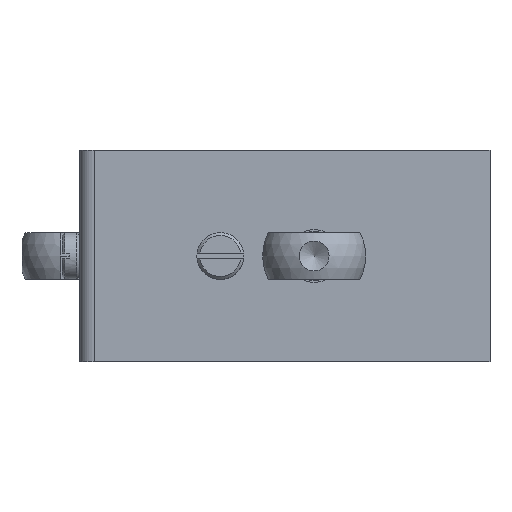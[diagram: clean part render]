
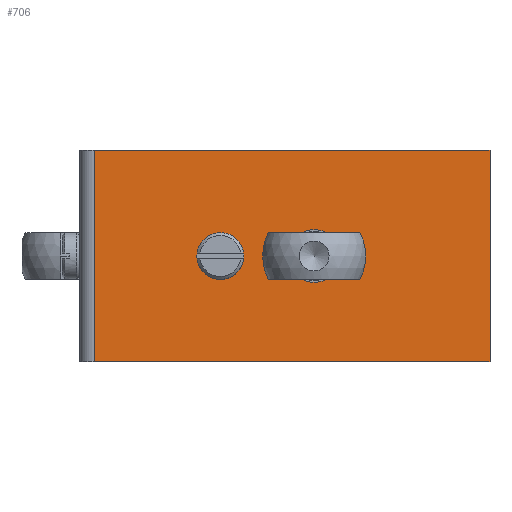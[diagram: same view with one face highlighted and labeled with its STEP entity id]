
A CAD part, front view. The second image highlights one B-rep face of the part: STEP entity #706.
In plain terms, the highlighted planar face has unit normal (0, -1, 0).
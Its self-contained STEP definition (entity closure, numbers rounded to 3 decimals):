
#129=CARTESIAN_POINT('',(26.067,0.,0.0));
#130=VERTEX_POINT('',#129);
#131=CARTESIAN_POINT('',(24.,0.,0.0));
#132=DIRECTION('',(0.0,1.0,0.0));
#133=DIRECTION('',(1.0,0.0,0.0));
#134=AXIS2_PLACEMENT_3D('',#131,#132,#133);
#135=CIRCLE('',#134,2.067);
#136=EDGE_CURVE('',#130,#130,#135,.T.);
#197=CARTESIAN_POINT('',(44.5,0.,0.0));
#198=VERTEX_POINT('',#197);
#199=CARTESIAN_POINT('',(40.0,0.,0.0));
#200=DIRECTION('',(0.0,1.0,0.0));
#201=DIRECTION('',(1.0,0.0,0.0));
#202=AXIS2_PLACEMENT_3D('',#199,#200,#201);
#203=CIRCLE('',#202,4.5);
#204=EDGE_CURVE('',#198,#198,#203,.T.);
#358=CARTESIAN_POINT('',(70.,0.,-18.0));
#359=VERTEX_POINT('',#358);
#366=CARTESIAN_POINT('',(2.5,0.0,-18.0));
#367=VERTEX_POINT('',#366);
#368=CARTESIAN_POINT('',(2.5,0.,-18.0));
#369=DIRECTION('',(1.0,0.0,0.0));
#370=VECTOR('',#369,67.5);
#371=LINE('',#368,#370);
#372=EDGE_CURVE('',#367,#359,#371,.T.);
#658=CARTESIAN_POINT('',(70.,0.,18.0));
#659=VERTEX_POINT('',#658);
#666=CARTESIAN_POINT('',(70.,0.,18.0));
#667=DIRECTION('',(0.0,0.0,-1.0));
#668=VECTOR('',#667,36.0);
#669=LINE('',#666,#668);
#670=EDGE_CURVE('',#659,#359,#669,.T.);
#677=CARTESIAN_POINT('',(70.,0.,0.0));
#678=DIRECTION('',(0.0,-1.0,0.0));
#679=DIRECTION('',(0.0,0.0,-1.0));
#680=AXIS2_PLACEMENT_3D('',#677,#678,#679);
#681=PLANE('',#680);
#682=CARTESIAN_POINT('',(2.5,0.0,18.0));
#683=VERTEX_POINT('',#682);
#684=CARTESIAN_POINT('',(70.,0.,18.0));
#685=DIRECTION('',(-1.0,0.0,0.0));
#686=VECTOR('',#685,67.5);
#687=LINE('',#684,#686);
#688=EDGE_CURVE('',#659,#683,#687,.T.);
#689=ORIENTED_EDGE('',*,*,#688,.T.);
#690=CARTESIAN_POINT('',(2.5,0.0,18.0));
#691=DIRECTION('',(0.0,0.0,-1.0));
#692=VECTOR('',#691,36.0);
#693=LINE('',#690,#692);
#694=EDGE_CURVE('',#683,#367,#693,.T.);
#695=ORIENTED_EDGE('',*,*,#694,.T.);
#696=ORIENTED_EDGE('',*,*,#372,.T.);
#697=ORIENTED_EDGE('',*,*,#670,.F.);
#698=EDGE_LOOP('',(#689,#695,#696,#697));
#699=FACE_OUTER_BOUND('',#698,.T.);
#700=ORIENTED_EDGE('',*,*,#136,.T.);
#701=EDGE_LOOP('',(#700));
#702=FACE_BOUND('',#701,.T.);
#703=ORIENTED_EDGE('',*,*,#204,.T.);
#704=EDGE_LOOP('',(#703));
#705=FACE_BOUND('',#704,.T.);
#706=ADVANCED_FACE('',(#699,#702,#705),#681,.T.);
